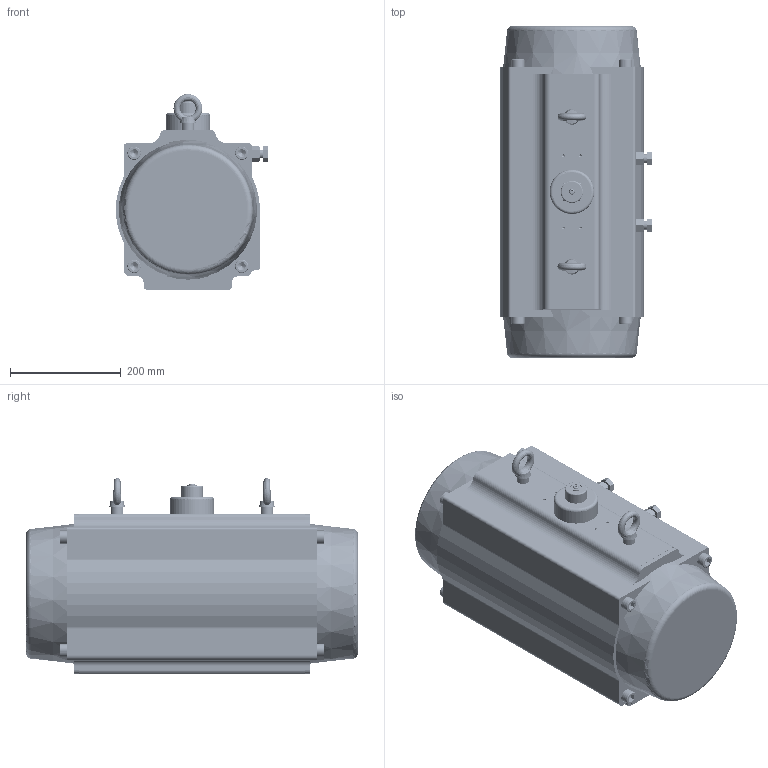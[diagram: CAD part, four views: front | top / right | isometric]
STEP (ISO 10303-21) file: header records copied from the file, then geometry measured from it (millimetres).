
FILE_DESCRIPTION(/* description */ (''),/* implementation_level */ '2;1');
FILE_NAME(/* name */ 'C-240SR12(F14).step',/* time_stamp */ '2025-12-25T16:22:26+08:00',/* author */ (''),/* organization */ (''),/* preprocessor_version */ 'ST-DEVELOPER v16',/* originating_system */ 'SIEMENS PLM Software NX 10.0',/* authorisation */ '');
FILE_SCHEMA (('AUTOMOTIVE_DESIGN { 1 0 10303 214 3 1 1 1 }'));
Products named in the file (27): 弹簧; 弹簧柱; Adjust screw; C-240-03; Indicator-270; Inside washer; C-240-08; O-ring-pinion top; Bearing-pinion top; Circlip; Thrust washer; Outside washer; GB-T6170_F-2000,M16x2; Lug; Lug bearing; Plug; End-cap screw; O-ring-pinion bottom; Bearing-pinion bottom; C-240轴（36x36八角）; C-240-02; C-240-01（F14）; 金属条指示器92-105; 指示器垫片; 指示器螺钉; 弹簧总装; C-240
Assembly tree (51 placements, depth 3):
  C-240
    指示器螺钉
    指示器垫片
    金属条指示器92-105
    C-240-01（F14）
    C-240-02  x2
    C-240轴（36x36八角）
    Bearing-pinion bottom
    O-ring-pinion bottom
    End-cap screw  x8
    Plug  x2
    Lug bearing  x2
    Lug  x2
    GB-T6170_F-2000,M16x2  x2
    Outside washer
    Thrust washer
    Circlip
    Bearing-pinion top
    O-ring-pinion top
    C-240-08
    Inside washer
    Indicator-270
    C-240-03  x2
    弹簧总装  x12
      弹簧柱
      弹簧
    Adjust screw  x2
Bounding box: 274.8 x 598 x 352.96 mm (x, y, z)
Volume: 18092366.8 mm3; surface area: 3738719.9 mm2
Topology: 83 solids, 83 shells, 2358 faces, 5789 edges, 3763 vertices
Faces by surface type: plane 976, cylinder 827, cone 202, torus 190, bspline 103, extrusion 60
Full cylindrical faces by diameter (mm): 3 x2, 4.2 x8, 5 x1, 6 x1, 6.5 x1, 8 x4, 10 x2, 10.105 x2, 10.106 x2, 10.3 x4, 12 x4, 12.5 x2, 13.833 x8, 13.835 x8, 14 x16, 14.374 x2, 14.376 x4, 16 x20, 17.5 x8, 17.8 x1, 20 x12, 22.8 x1, 23 x2, 24 x8, 25 x8, 28 x2, 38 x1, 41 x24, 45 x24, 52 x1
Entity records: 59741 total; most frequent: CARTESIAN_POINT 26718, DIRECTION 6506, ORIENTED_EDGE 6374, EDGE_CURVE 3187, AXIS2_PLACEMENT_3D 2451, VERTEX_POINT 2240, EDGE_LOOP 1722, VECTOR 1604
